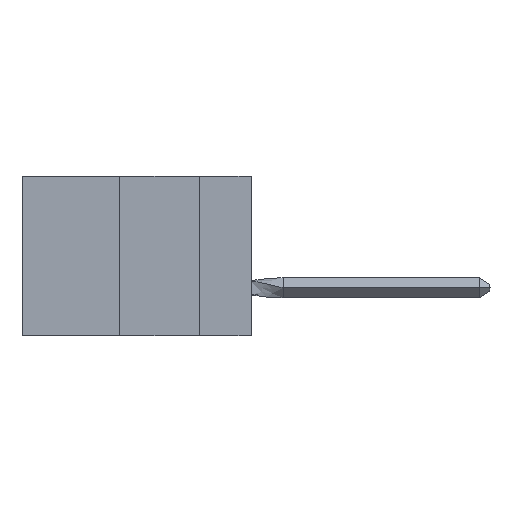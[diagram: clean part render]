
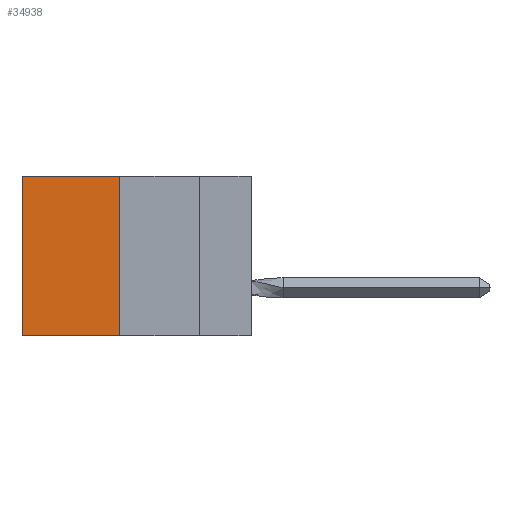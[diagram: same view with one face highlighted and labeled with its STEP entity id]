
A CAD part, left-side view. The second image highlights one B-rep face of the part: STEP entity #34938.
In plain terms, the highlighted planar face has unit normal (-1, 0, 0).
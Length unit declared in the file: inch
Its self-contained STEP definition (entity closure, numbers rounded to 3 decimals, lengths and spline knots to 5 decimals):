
#1157 = EDGE_CURVE ( 'NONE', #10425, #18115, #10806, .T. ) ;
#2781 = DIRECTION ( 'NONE',  ( 0., 0., -1. ) ) ;
#3689 = CARTESIAN_POINT ( 'NONE',  ( 0.305, 0.413, -0.5 ) ) ;
#4754 = LINE ( 'NONE', #25208, #24102 ) ;
#5345 = CARTESIAN_POINT ( 'NONE',  ( 0.305, 0.413, 0. ) ) ;
#5412 = VECTOR ( 'NONE', #24797, 39.37008 ) ;
#5860 = VERTEX_POINT ( 'NONE', #27285 ) ;
#6942 = ORIENTED_EDGE ( 'NONE', *, *, #16711, .T. ) ;
#8153 = CARTESIAN_POINT ( 'NONE',  ( 0.305, 0.413, -0.5 ) ) ;
#8459 = DIRECTION ( 'NONE',  ( 1., 0., 0. ) ) ;
#10039 = DIRECTION ( 'NONE',  ( 0., 0., -1. ) ) ;
#10425 = VERTEX_POINT ( 'NONE', #18637 ) ;
#10806 = LINE ( 'NONE', #25581, #38739 ) ;
#14284 = VERTEX_POINT ( 'NONE', #5345 ) ;
#16711 = EDGE_CURVE ( 'NONE', #14284, #10425, #4754, .T. ) ;
#18115 = VERTEX_POINT ( 'NONE', #34470 ) ;
#18637 = CARTESIAN_POINT ( 'NONE',  ( 0.305, 0.72, 0. ) ) ;
#19802 = EDGE_CURVE ( 'NONE', #5860, #18115, #21505, .T. ) ;
#21505 = LINE ( 'NONE', #3689, #5412 ) ;
#22951 = EDGE_LOOP ( 'NONE', ( #23253, #35832, #34244, #6942 ) ) ;
#23253 = ORIENTED_EDGE ( 'NONE', *, *, #1157, .T. ) ;
#24102 = VECTOR ( 'NONE', #28267, 39.37008 ) ;
#24797 = DIRECTION ( 'NONE',  ( 0., 1., 0. ) ) ;
#25208 = CARTESIAN_POINT ( 'NONE',  ( 0.305, 0.413, 0. ) ) ;
#25581 = CARTESIAN_POINT ( 'NONE',  ( 0.305, 0.72, -0.5 ) ) ;
#26510 = AXIS2_PLACEMENT_3D ( 'NONE', #30126, #8459, #2781 ) ;
#26817 = PLANE ( 'NONE',  #26510 ) ;
#27285 = CARTESIAN_POINT ( 'NONE',  ( 0.305, 0.413, -0.5 ) ) ;
#28267 = DIRECTION ( 'NONE',  ( 0., 1., 0. ) ) ;
#29296 = DIRECTION ( 'NONE',  ( 0., 0., -1. ) ) ;
#30126 = CARTESIAN_POINT ( 'NONE',  ( 0.305, 0.413, -0.5 ) ) ;
#32379 = EDGE_CURVE ( 'NONE', #14284, #5860, #36153, .T. ) ;
#32634 = FACE_OUTER_BOUND ( 'NONE', #22951, .T. ) ;
#34244 = ORIENTED_EDGE ( 'NONE', *, *, #32379, .F. ) ;
#34470 = CARTESIAN_POINT ( 'NONE',  ( 0.305, 0.72, -0.5 ) ) ;
#34938 = ADVANCED_FACE ( 'NONE', ( #32634 ), #26817, .F. ) ;
#35183 = VECTOR ( 'NONE', #29296, 39.37008 ) ;
#35832 = ORIENTED_EDGE ( 'NONE', *, *, #19802, .F. ) ;
#36153 = LINE ( 'NONE', #8153, #35183 ) ;
#38739 = VECTOR ( 'NONE', #10039, 39.37008 ) ;
